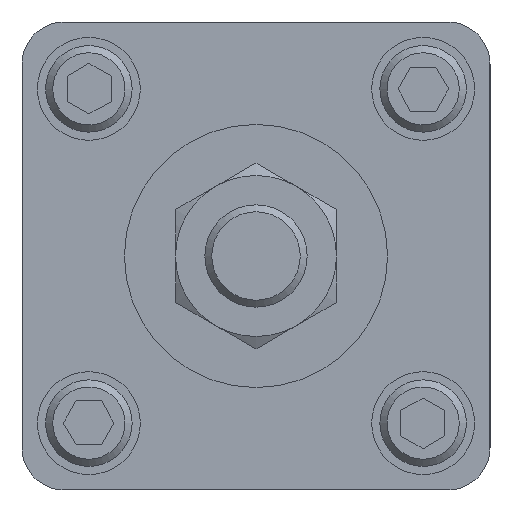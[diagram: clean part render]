
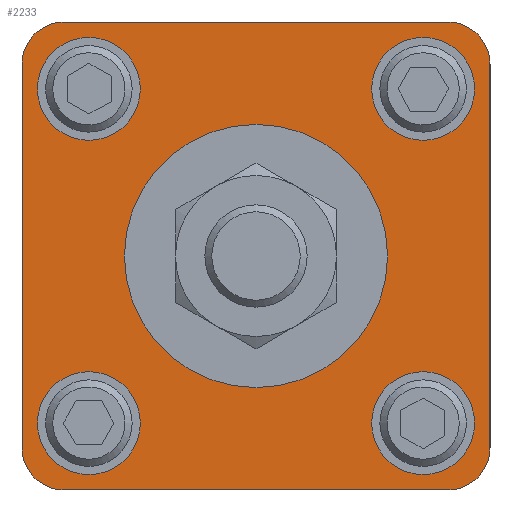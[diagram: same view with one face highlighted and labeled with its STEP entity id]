
A CAD part, left-side view. The second image highlights one B-rep face of the part: STEP entity #2233.
In plain terms, the highlighted planar face has unit normal (-1, 0, 0).
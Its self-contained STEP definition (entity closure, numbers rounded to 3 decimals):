
#189=LINE('',#3536,#305);
#193=LINE('',#3548,#309);
#196=LINE('',#3556,#312);
#199=LINE('',#3568,#315);
#305=VECTOR('',#2799,1000.);
#309=VECTOR('',#2811,1000.);
#312=VECTOR('',#2820,1000.);
#315=VECTOR('',#2833,1000.);
#469=ORIENTED_EDGE('',*,*,#986,.F.);
#470=ORIENTED_EDGE('',*,*,#984,.T.);
#471=ORIENTED_EDGE('',*,*,#980,.F.);
#472=ORIENTED_EDGE('',*,*,#998,.T.);
#473=ORIENTED_EDGE('',*,*,#996,.F.);
#474=ORIENTED_EDGE('',*,*,#994,.T.);
#475=ORIENTED_EDGE('',*,*,#990,.F.);
#476=ORIENTED_EDGE('',*,*,#988,.T.);
#477=ORIENTED_EDGE('',*,*,#1001,.F.);
#478=ORIENTED_EDGE('',*,*,#1002,.T.);
#479=ORIENTED_EDGE('',*,*,#1003,.T.);
#480=ORIENTED_EDGE('',*,*,#1004,.T.);
#481=ORIENTED_EDGE('',*,*,#1005,.T.);
#980=EDGE_CURVE('',#1255,#1256,#189,.T.);
#984=EDGE_CURVE('',#1258,#1256,#1467,.T.);
#986=EDGE_CURVE('',#1258,#1259,#193,.T.);
#988=EDGE_CURVE('',#1260,#1259,#1468,.T.);
#990=EDGE_CURVE('',#1260,#1261,#196,.T.);
#994=EDGE_CURVE('',#1264,#1261,#1471,.T.);
#996=EDGE_CURVE('',#1264,#1265,#199,.T.);
#998=EDGE_CURVE('',#1255,#1265,#1472,.T.);
#1001=EDGE_CURVE('',#1268,#1268,#1475,.T.);
#1002=EDGE_CURVE('',#1269,#1269,#1476,.T.);
#1003=EDGE_CURVE('',#1270,#1270,#1477,.T.);
#1004=EDGE_CURVE('',#1271,#1271,#1478,.T.);
#1005=EDGE_CURVE('',#1272,#1272,#1479,.T.);
#1255=VERTEX_POINT('',#3537);
#1256=VERTEX_POINT('',#3538);
#1258=VERTEX_POINT('',#3545);
#1259=VERTEX_POINT('',#3549);
#1260=VERTEX_POINT('',#3553);
#1261=VERTEX_POINT('',#3557);
#1264=VERTEX_POINT('',#3565);
#1265=VERTEX_POINT('',#3569);
#1268=VERTEX_POINT('',#3581);
#1269=VERTEX_POINT('',#3583);
#1270=VERTEX_POINT('',#3585);
#1271=VERTEX_POINT('',#3587);
#1272=VERTEX_POINT('',#3589);
#1467=CIRCLE('',#2475,4.572);
#1468=CIRCLE('',#2478,4.572);
#1471=CIRCLE('',#2483,4.572);
#1472=CIRCLE('',#2486,4.572);
#1475=CIRCLE('',#2492,14.288);
#1476=CIRCLE('',#2493,5.588);
#1477=CIRCLE('',#2494,5.588);
#1478=CIRCLE('',#2495,5.588);
#1479=CIRCLE('',#2496,5.588);
#1609=EDGE_LOOP('',(#469,#470,#471,#472,#473,#474,#475,#476));
#1610=EDGE_LOOP('',(#477));
#1611=EDGE_LOOP('',(#478));
#1612=EDGE_LOOP('',(#479));
#1613=EDGE_LOOP('',(#480));
#1614=EDGE_LOOP('',(#481));
#1883=FACE_BOUND('',#1609,.T.);
#1884=FACE_BOUND('',#1610,.T.);
#1885=FACE_BOUND('',#1611,.T.);
#1886=FACE_BOUND('',#1612,.T.);
#1887=FACE_BOUND('',#1613,.T.);
#1888=FACE_BOUND('',#1614,.T.);
#2145=PLANE('',#2491);
#2233=ADVANCED_FACE('',(#1883,#1884,#1885,#1886,#1887,#1888),#2145,.F.);
#2475=AXIS2_PLACEMENT_3D('',#3544,#2806,#2807);
#2478=AXIS2_PLACEMENT_3D('',#3552,#2815,#2816);
#2483=AXIS2_PLACEMENT_3D('',#3564,#2828,#2829);
#2486=AXIS2_PLACEMENT_3D('',#3572,#2837,#2838);
#2491=AXIS2_PLACEMENT_3D('',#3579,#2847,#2848);
#2492=AXIS2_PLACEMENT_3D('',#3580,#2849,#2850);
#2493=AXIS2_PLACEMENT_3D('',#3582,#2851,#2852);
#2494=AXIS2_PLACEMENT_3D('',#3584,#2853,#2854);
#2495=AXIS2_PLACEMENT_3D('',#3586,#2855,#2856);
#2496=AXIS2_PLACEMENT_3D('',#3588,#2857,#2858);
#2799=DIRECTION('',(0.,-1.,0.));
#2806=DIRECTION('',(-1.,0.,0.));
#2807=DIRECTION('',(0.,0.,-1.));
#2811=DIRECTION('',(0.,0.,-1.));
#2815=DIRECTION('',(-1.,0.,0.));
#2816=DIRECTION('',(0.,0.,-1.));
#2820=DIRECTION('',(0.,1.,0.));
#2828=DIRECTION('',(-1.,0.,0.));
#2829=DIRECTION('',(0.,0.,-1.));
#2833=DIRECTION('',(0.,0.,1.));
#2837=DIRECTION('',(-1.,0.,0.));
#2838=DIRECTION('',(0.,0.,-1.));
#2847=DIRECTION('',(1.,0.,0.));
#2848=DIRECTION('',(0.,1.,0.));
#2849=DIRECTION('',(-1.,0.,0.));
#2850=DIRECTION('',(0.,0.,-1.));
#2851=DIRECTION('',(1.,0.,0.));
#2852=DIRECTION('',(0.,0.,-1.));
#2853=DIRECTION('',(1.,0.,0.));
#2854=DIRECTION('',(0.,-1.,0.));
#2855=DIRECTION('',(1.,0.,0.));
#2856=DIRECTION('',(0.,0.,1.));
#2857=DIRECTION('',(1.,0.,0.));
#2858=DIRECTION('',(0.,1.,0.));
#3536=CARTESIAN_POINT('',(0.,25.4,25.4));
#3537=CARTESIAN_POINT('',(0.,20.828,25.4));
#3538=CARTESIAN_POINT('',(0.,-20.828,25.4));
#3544=CARTESIAN_POINT('',(0.,-20.828,20.828));
#3545=CARTESIAN_POINT('',(0.,-25.4,20.828));
#3548=CARTESIAN_POINT('',(0.,-25.4,25.4));
#3549=CARTESIAN_POINT('',(0.,-25.4,-20.828));
#3552=CARTESIAN_POINT('',(0.,-20.828,-20.828));
#3553=CARTESIAN_POINT('',(0.,-20.828,-25.4));
#3556=CARTESIAN_POINT('',(0.,-25.4,-25.4));
#3557=CARTESIAN_POINT('',(0.,20.828,-25.4));
#3564=CARTESIAN_POINT('',(0.,20.828,-20.828));
#3565=CARTESIAN_POINT('',(0.,25.4,-20.828));
#3568=CARTESIAN_POINT('',(0.,25.4,-25.4));
#3569=CARTESIAN_POINT('',(0.,25.4,20.828));
#3572=CARTESIAN_POINT('',(0.,20.828,20.828));
#3579=CARTESIAN_POINT('',(0.,0.,0.));
#3580=CARTESIAN_POINT('',(0.,0.,0.));
#3581=CARTESIAN_POINT('',(0.,0.,-14.288));
#3582=CARTESIAN_POINT('',(0.,-18.14,18.14));
#3583=CARTESIAN_POINT('',(0.,-18.14,12.552));
#3584=CARTESIAN_POINT('',(0.,18.14,18.14));
#3585=CARTESIAN_POINT('',(0.,12.552,18.14));
#3586=CARTESIAN_POINT('',(0.,18.14,-18.14));
#3587=CARTESIAN_POINT('',(0.,18.14,-12.552));
#3588=CARTESIAN_POINT('',(0.,-18.14,-18.14));
#3589=CARTESIAN_POINT('',(0.,-12.552,-18.14));
